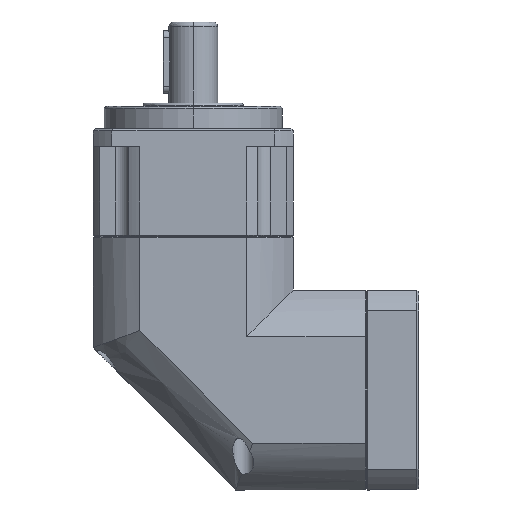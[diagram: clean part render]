
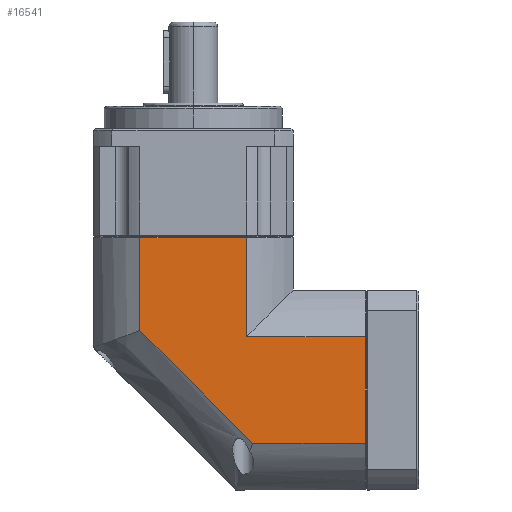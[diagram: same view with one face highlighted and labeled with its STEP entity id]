
A CAD part, left-side view. The second image highlights one B-rep face of the part: STEP entity #16541.
In plain terms, the highlighted face is planar.
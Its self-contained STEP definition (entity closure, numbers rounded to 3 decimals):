
#107 = AXIS2_PLACEMENT_3D ( 'NONE', #14525, #5721, #16032 ) ;
#390 = CARTESIAN_POINT ( 'NONE',  ( 93.1, -71.743, 0. ) ) ;
#779 = EDGE_CURVE ( 'NONE', #17881, #10990, #14551, .T. ) ;
#1570 = CARTESIAN_POINT ( 'NONE',  ( 45.1, -122.5, 0. ) ) ;
#1604 = LINE ( 'NONE', #19029, #16875 ) ;
#1961 = CARTESIAN_POINT ( 'NONE',  ( 63.075, -122.5, 0. ) ) ;
#2705 = DIRECTION ( 'NONE',  ( 0., -1., 0. ) ) ;
#2800 = VERTEX_POINT ( 'NONE', #9397 ) ;
#2946 = DIRECTION ( 'NONE',  ( 1., 0., 0. ) ) ;
#3826 = VECTOR ( 'NONE', #18201, 1000. ) ;
#4076 = DIRECTION ( 'NONE',  ( 0., -1., 0. ) ) ;
#4233 = VECTOR ( 'NONE', #18216, 1000. ) ;
#4408 = EDGE_CURVE ( 'NONE', #2800, #11629, #13355, .T. ) ;
#4603 = VECTOR ( 'NONE', #18621, 1000. ) ;
#4710 = ORIENTED_EDGE ( 'NONE', *, *, #7135, .F. ) ;
#5157 = ORIENTED_EDGE ( 'NONE', *, *, #11034, .F. ) ;
#5367 = CARTESIAN_POINT ( 'NONE',  ( 0., -21., 0. ) ) ;
#5587 = VECTOR ( 'NONE', #2705, 1000. ) ;
#5611 = LINE ( 'NONE', #1961, #4233 ) ;
#5690 = CARTESIAN_POINT ( 'NONE',  ( 93.1, -122.5, 0. ) ) ;
#5721 = DIRECTION ( 'NONE',  ( 0., 0., 1. ) ) ;
#6150 = ORIENTED_EDGE ( 'NONE', *, *, #4408, .F. ) ;
#7052 = DIRECTION ( 'NONE',  ( 0.707, -0.707, 0. ) ) ;
#7135 = EDGE_CURVE ( 'NONE', #11629, #16082, #5611, .T. ) ;
#7707 = CARTESIAN_POINT ( 'NONE',  ( 67.728, -46.372, 0. ) ) ;
#8463 = CARTESIAN_POINT ( 'NONE',  ( 0.5, -30.25, 0. ) ) ;
#8646 = PLANE ( 'NONE',  #107 ) ;
#8738 = EDGE_CURVE ( 'NONE', #17881, #16175, #11919, .T. ) ;
#9044 = CARTESIAN_POINT ( 'NONE',  ( 0.5, -21., 0. ) ) ;
#9397 = CARTESIAN_POINT ( 'NONE',  ( 45.1, -69., 0. ) ) ;
#9468 = VECTOR ( 'NONE', #7052, 1000. ) ;
#9749 = ORIENTED_EDGE ( 'NONE', *, *, #16634, .F. ) ;
#10701 = EDGE_CURVE ( 'NONE', #16175, #12497, #11199, .T. ) ;
#10754 = VECTOR ( 'NONE', #4076, 1000. ) ;
#10990 = VERTEX_POINT ( 'NONE', #390 ) ;
#11034 = EDGE_CURVE ( 'NONE', #16082, #10990, #15560, .T. ) ;
#11199 = LINE ( 'NONE', #8463, #10754 ) ;
#11629 = VERTEX_POINT ( 'NONE', #1570 ) ;
#11919 = LINE ( 'NONE', #5367, #4603 ) ;
#12158 = ORIENTED_EDGE ( 'NONE', *, *, #10701, .F. ) ;
#12497 = VERTEX_POINT ( 'NONE', #13309 ) ;
#13127 = FACE_OUTER_BOUND ( 'NONE', #18608, .T. ) ;
#13309 = CARTESIAN_POINT ( 'NONE',  ( 0.5, -69., 0. ) ) ;
#13355 = LINE ( 'NONE', #19128, #5587 ) ;
#14525 = CARTESIAN_POINT ( 'NONE',  ( 57.05, -60.5, 0. ) ) ;
#14551 = LINE ( 'NONE', #7707, #9468 ) ;
#14594 = ORIENTED_EDGE ( 'NONE', *, *, #8738, .F. ) ;
#15560 = LINE ( 'NONE', #16760, #3826 ) ;
#16032 = DIRECTION ( 'NONE',  ( 1., 0., 0. ) ) ;
#16082 = VERTEX_POINT ( 'NONE', #5690 ) ;
#16175 = VERTEX_POINT ( 'NONE', #9044 ) ;
#16541 = ADVANCED_FACE ( 'NONE', ( #13127 ), #8646, .F. ) ;
#16592 = CARTESIAN_POINT ( 'NONE',  ( 42.357, -21., 0. ) ) ;
#16634 = EDGE_CURVE ( 'NONE', #12497, #2800, #1604, .T. ) ;
#16760 = CARTESIAN_POINT ( 'NONE',  ( 93.1, -123., 0. ) ) ;
#16875 = VECTOR ( 'NONE', #2946, 1000. ) ;
#17881 = VERTEX_POINT ( 'NONE', #16592 ) ;
#18201 = DIRECTION ( 'NONE',  ( 0., 1., 0. ) ) ;
#18216 = DIRECTION ( 'NONE',  ( 1., 0., 0. ) ) ;
#18608 = EDGE_LOOP ( 'NONE', ( #6150, #9749, #12158, #14594, #19033, #5157, #4710 ) ) ;
#18621 = DIRECTION ( 'NONE',  ( -1., 0., 0. ) ) ;
#19029 = CARTESIAN_POINT ( 'NONE',  ( 0.5, -69., 0. ) ) ;
#19033 = ORIENTED_EDGE ( 'NONE', *, *, #779, .T. ) ;
#19128 = CARTESIAN_POINT ( 'NONE',  ( 45.1, -119., 0. ) ) ;
